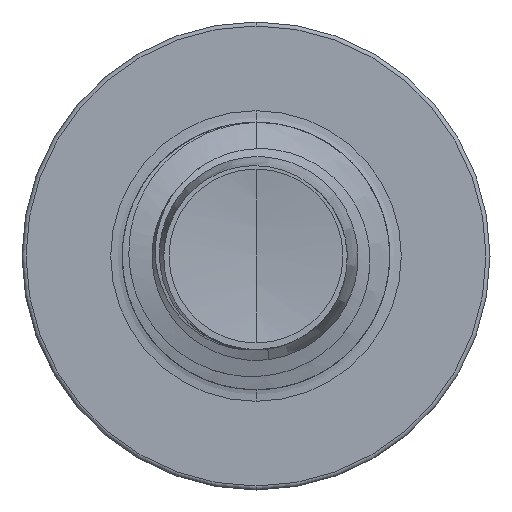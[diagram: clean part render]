
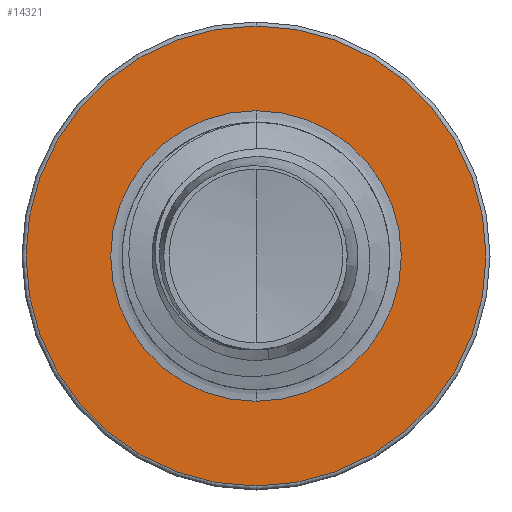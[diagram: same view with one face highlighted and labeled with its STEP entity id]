
A CAD part, front view. The second image highlights one B-rep face of the part: STEP entity #14321.
In plain terms, the highlighted planar face has unit normal (0, -1, 0).
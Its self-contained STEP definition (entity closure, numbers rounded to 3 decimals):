
#906 = DIRECTION ( 'NONE',  ( 0., 1., 0. ) ) ;
#3078 = FACE_OUTER_BOUND ( 'NONE', #16800, .T. ) ;
#4011 = CARTESIAN_POINT ( 'NONE',  ( 0., 17.5, -3.44 ) ) ;
#5365 = AXIS2_PLACEMENT_3D ( 'NONE', #15307, #33531, #18128 ) ;
#7268 = DIRECTION ( 'NONE',  ( 0., 1., 0. ) ) ;
#7316 = DIRECTION ( 'NONE',  ( 0., 1., 0. ) ) ;
#9021 = EDGE_CURVE ( 'NONE', #29019, #23378, #23792, .T. ) ;
#9399 = DIRECTION ( 'NONE',  ( 0., 1., 0. ) ) ;
#9816 = AXIS2_PLACEMENT_3D ( 'NONE', #26325, #9399, #28739 ) ;
#10114 = CARTESIAN_POINT ( 'NONE',  ( 0., 17.5, -2.174 ) ) ;
#10357 = ORIENTED_EDGE ( 'NONE', *, *, #9021, .T. ) ;
#11668 = CARTESIAN_POINT ( 'NONE',  ( 0., 17.5, -2.174 ) ) ;
#12238 = EDGE_CURVE ( 'NONE', #30910, #13273, #15808, .T. ) ;
#13273 = VERTEX_POINT ( 'NONE', #32371 ) ;
#13531 = CIRCLE ( 'NONE', #35422, 3.44 ) ;
#14321 = ADVANCED_FACE ( 'NONE', ( #3078, #33287 ), #21260, .F. ) ;
#15307 = CARTESIAN_POINT ( 'NONE',  ( 0., 17.5, 0. ) ) ;
#15408 = EDGE_LOOP ( 'NONE', ( #23264, #10357 ) ) ;
#15808 = CIRCLE ( 'NONE', #9816, 3.44 ) ;
#16515 = EDGE_CURVE ( 'NONE', #13273, #30910, #13531, .T. ) ;
#16800 = EDGE_LOOP ( 'NONE', ( #21984, #34476 ) ) ;
#18128 = DIRECTION ( 'NONE',  ( 0., 0., 1. ) ) ;
#21260 = PLANE ( 'NONE',  #29371 ) ;
#21464 = CIRCLE ( 'NONE', #5365, 2.174 ) ;
#21622 = DIRECTION ( 'NONE',  ( 0., 0., 1. ) ) ;
#21984 = ORIENTED_EDGE ( 'NONE', *, *, #16515, .F. ) ;
#22054 = AXIS2_PLACEMENT_3D ( 'NONE', #24605, #7316, #27121 ) ;
#23264 = ORIENTED_EDGE ( 'NONE', *, *, #26067, .T. ) ;
#23378 = VERTEX_POINT ( 'NONE', #34718 ) ;
#23792 = CIRCLE ( 'NONE', #22054, 2.174 ) ;
#24563 = CARTESIAN_POINT ( 'NONE',  ( 0., 17.5, 0. ) ) ;
#24605 = CARTESIAN_POINT ( 'NONE',  ( 0., 17.5, 0. ) ) ;
#26067 = EDGE_CURVE ( 'NONE', #23378, #29019, #21464, .T. ) ;
#26325 = CARTESIAN_POINT ( 'NONE',  ( 0., 17.5, 0. ) ) ;
#27087 = DIRECTION ( 'NONE',  ( 0., 0., 1. ) ) ;
#27121 = DIRECTION ( 'NONE',  ( 0., 0., 1. ) ) ;
#28739 = DIRECTION ( 'NONE',  ( 0., 0., 1. ) ) ;
#29019 = VERTEX_POINT ( 'NONE', #11668 ) ;
#29371 = AXIS2_PLACEMENT_3D ( 'NONE', #10114, #906, #21622 ) ;
#30910 = VERTEX_POINT ( 'NONE', #4011 ) ;
#32371 = CARTESIAN_POINT ( 'NONE',  ( 0., 17.5, 3.44 ) ) ;
#33287 = FACE_BOUND ( 'NONE', #15408, .T. ) ;
#33531 = DIRECTION ( 'NONE',  ( 0., 1., 0. ) ) ;
#34476 = ORIENTED_EDGE ( 'NONE', *, *, #12238, .F. ) ;
#34718 = CARTESIAN_POINT ( 'NONE',  ( 0., 17.5, 2.174 ) ) ;
#35422 = AXIS2_PLACEMENT_3D ( 'NONE', #24563, #7268, #27087 ) ;
